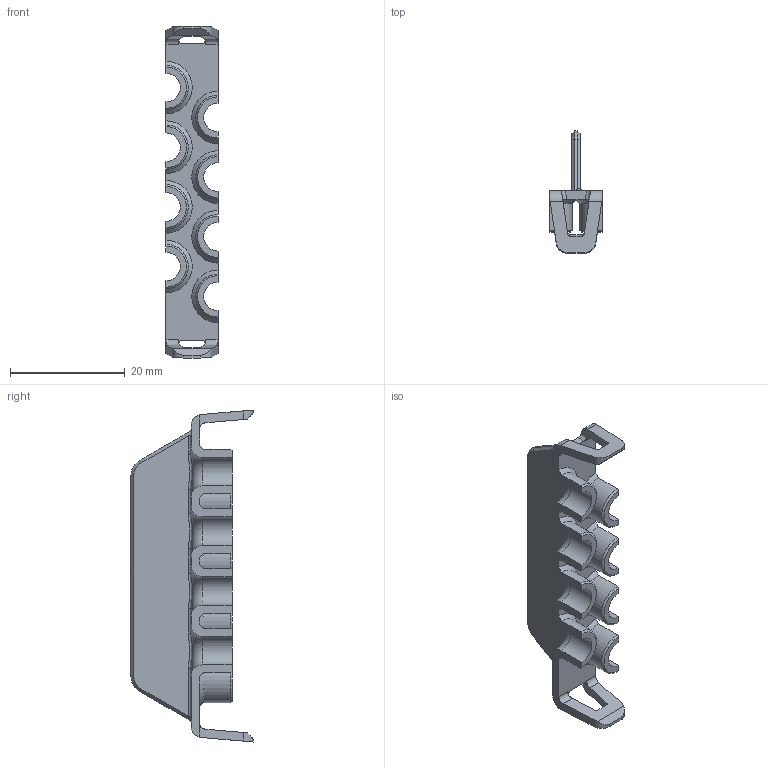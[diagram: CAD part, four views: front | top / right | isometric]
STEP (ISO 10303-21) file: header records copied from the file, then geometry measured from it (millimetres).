
FILE_DESCRIPTION((''),'2;1');
FILE_NAME('SC38-2008A-B003_NCF_ASM','2020-07-10T08:46:42',('jwisneski'),(''),'CREO PARAMETRIC BY PTC INC, 2017110','CREO PARAMETRIC BY PTC INC, 2017110','');
FILE_SCHEMA(('CONFIG_CONTROL_DESIGN'));
Length unit declared in the file: millimetre
Products named in the file (2): PC38-2008A-B003_NCF; SC38-2008A-B003_NCF_ASM
Assembly tree (1 placements, depth 2):
  SC38-2008A-B003_NCF_ASM
    PC38-2008A-B003_NCF
Bounding box: 9.1 x 21.3 x 57.89 mm (x, y, z)
Volume: 2033.4 mm3; surface area: 3162.9 mm2
Topology: 1 solids, 1 shells, 147 faces, 423 edges, 274 vertices
Faces by surface type: plane 58, cylinder 53, cone 20, bspline 8, torus 8
Entity records: 5834 total; most frequent: CARTESIAN_POINT 2017, ORIENTED_EDGE 846, DIRECTION 729, EDGE_CURVE 423, VERTEX_POINT 274, AXIS2_PLACEMENT_3D 250, VECTOR 229, LINE 229
